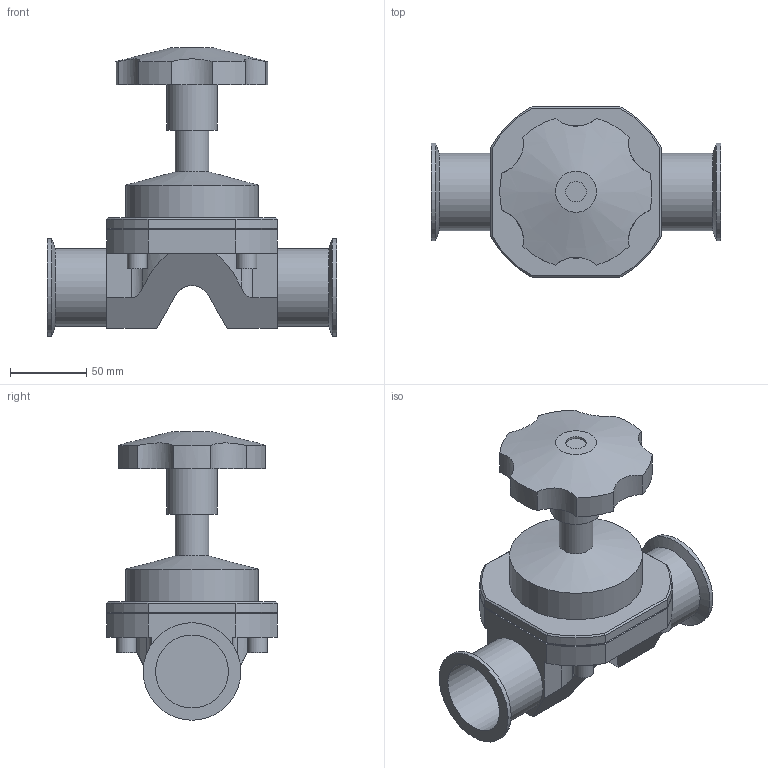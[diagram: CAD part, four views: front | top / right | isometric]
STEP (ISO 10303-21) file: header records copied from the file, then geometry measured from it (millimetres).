
FILE_DESCRIPTION(/* description */ (''),/* implementation_level */ '2;1');
FILE_NAME(/* name */ 'DHS2S_CXC_20.stp',/* time_stamp */ '2021-08-19T16:58:12+09:00',/* author */ ('m'),/* organization */ (''),/* preprocessor_version */ 'ST-DEVELOPER v18.1',/* originating_system */ 'Autodesk Inventor 2021',/* authorisation */ '');
FILE_SCHEMA (('AUTOMOTIVE_DESIGN { 1 0 10303 214 3 1 1 }'));
Length unit declared in the file: millimetre
Products named in the file (1): DHS2S_CXC_20
Bounding box: 190 x 112 x 189.3 mm (x, y, z)
Volume: 881852.2 mm3; surface area: 105615.8 mm2
Topology: 1 solids, 1 shells, 97 faces, 224 edges, 142 vertices
Faces by surface type: cylinder 43, plane 42, cone 12
Full cylindrical faces by diameter (mm): 13 x4, 13.5 x1, 22 x1, 33 x1, 47.8 x2, 50.8 x2, 64 x2, 87 x1
Entity records: 2875 total; most frequent: CARTESIAN_POINT 590, DIRECTION 488, ORIENTED_EDGE 448, EDGE_CURVE 224, AXIS2_PLACEMENT_3D 188, VERTEX_POINT 142, LINE 112, VECTOR 112
